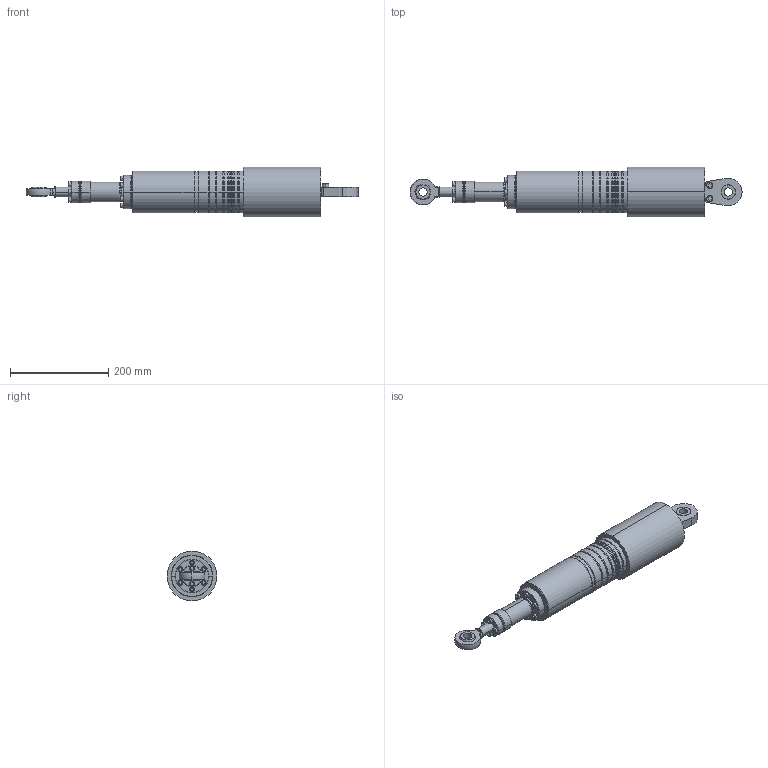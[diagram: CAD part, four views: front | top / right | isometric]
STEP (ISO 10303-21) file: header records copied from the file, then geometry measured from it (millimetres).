
FILE_DESCRIPTION(('STEP AP203'),'1');
FILE_NAME('431r10000.stp','2014-04-29T16:56:10',('TraceParts'),('TraceParts S.A.'),'XStep 1.0',' ',' ');
FILE_SCHEMA(('CONFIG_CONTROL_DESIGN'));
Length unit declared in the file: millimetre
Products named in the file (5): 1; 2; 3; 4; 5
Bounding box: 676.41 x 101.6 x 101.6 mm (x, y, z)
Volume: 2553960 mm3; surface area: 249880.1 mm2
Topology: 5 solids, 5 shells, 355 faces, 921 edges, 601 vertices
Faces by surface type: plane 127, cylinder 104, torus 74, cone 36, sphere 10, revolution 4
Entity records: 32429 total; most frequent: CARTESIAN_POINT 23080, DIRECTION 2077, ORIENTED_EDGE 1842, EDGE_CURVE 921, AXIS2_PLACEMENT_3D 844, VERTEX_POINT 601, CIRCLE 488, EDGE_LOOP 408
